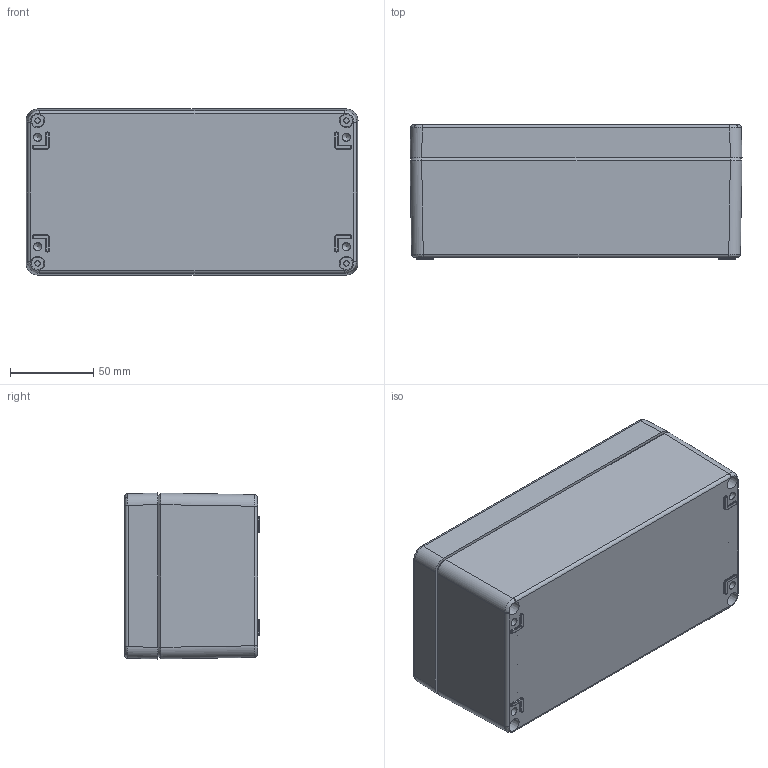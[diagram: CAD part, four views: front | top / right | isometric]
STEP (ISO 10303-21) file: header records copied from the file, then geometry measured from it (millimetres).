
FILE_DESCRIPTION(/* description */ (''),/* implementation_level */ '2;1');
FILE_NAME(/* name */ '09201008000-RST.stp',/* time_stamp */ '2021-09-06T14:23:08+02:00',/* author */ ('sl'),/* organization */ (''),/* preprocessor_version */ 'ST-DEVELOPER v16.5',/* originating_system */ 'Autodesk Inventor 2017',/* authorisation */ '');
FILE_SCHEMA (('AUTOMOTIVE_DESIGN { 1 0 10303 214 3 1 1 }'));
Products named in the file (8): Alu-Gehäuse-12-BG-0003-09_201008_000; Schraube-M4x24-7; Deckel-Alu-Gehäuse-12-BG-0001-09_201008_000; Deckel-Alu-Gehäuse-12-BT-0001-09_201008_000; Dichtlippe-Alu-Gehäuse-12-BT-0003-09_201008_000; UT-Alu-Gehäuse-12-BG-0002-09_201008_000; 01157_Standard; Erdung-Edelstahl-Gehäuse-01-BT-0002-20101006000
Assembly tree (14 placements, depth 3):
  Alu-Gehäuse-12-BG-0003-09_201008_000
    Schraube-M4x24-7  x4
    Deckel-Alu-Gehäuse-12-BG-0001-09_201008_000
      Deckel-Alu-Gehäuse-12-BT-0001-09_201008_000
      Dichtlippe-Alu-Gehäuse-12-BT-0003-09_201008_000
      Erdung-Edelstahl-Gehäuse-01-BT-0002-20101006000
    UT-Alu-Gehäuse-12-BG-0002-09_201008_000
      01157_Standard
      Erdung-Edelstahl-Gehäuse-01-BT-0002-20101006000  x4
Bounding box: 200 x 81.01 x 100 mm (x, y, z)
Volume: 343140.8 mm3; surface area: 185347.1 mm2
Topology: 12 solids, 12 shells, 1035 faces, 2423 edges, 1453 vertices
Faces by surface type: plane 340, cylinder 305, bspline 284, cone 58, torus 48
Full cylindrical faces by diameter (mm): 3.3 x10, 3.52 x4, 4 x4, 4.7 x5, 5 x5, 7 x2, 8 x5
Entity records: 44048 total; most frequent: CARTESIAN_POINT 25872, ORIENTED_EDGE 3826, DIRECTION 3467, EDGE_CURVE 1913, AXIS2_PLACEMENT_3D 1339, VERTEX_POINT 1171, EDGE_LOOP 1004, FACE_OUTER_BOUND 865
